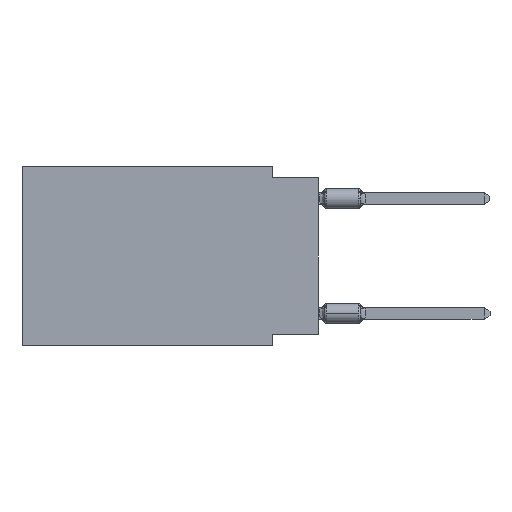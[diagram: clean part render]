
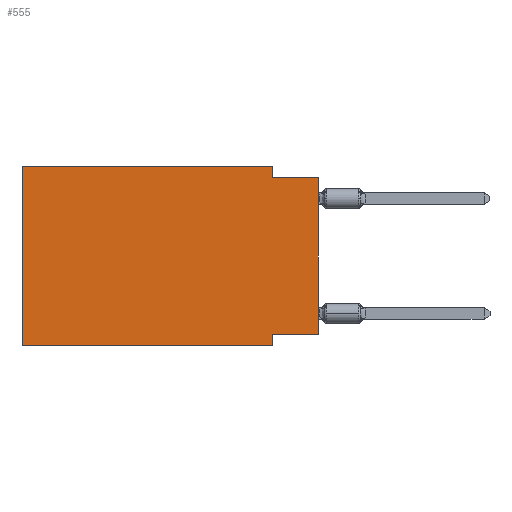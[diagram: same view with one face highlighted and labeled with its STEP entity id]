
A CAD part, left-side view. The second image highlights one B-rep face of the part: STEP entity #555.
In plain terms, the highlighted planar face has unit normal (-1, 0, 0).
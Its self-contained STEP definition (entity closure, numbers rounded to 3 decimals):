
#208 = EDGE_CURVE ( 'NONE', #3018, #10609, #18187, .T. ) ;
#224 = EDGE_LOOP ( 'NONE', ( #4964, #4036, #2023, #12741, #293, #7319, #16112, #9564 ) ) ;
#293 = ORIENTED_EDGE ( 'NONE', *, *, #208, .F. ) ;
#381 = VERTEX_POINT ( 'NONE', #8673 ) ;
#555 = ADVANCED_FACE ( 'NONE', ( #623 ), #4875, .F. ) ;
#623 = FACE_OUTER_BOUND ( 'NONE', #224, .T. ) ;
#1366 = CARTESIAN_POINT ( 'NONE',  ( 0., 2.54, -9.906 ) ) ;
#1656 = DIRECTION ( 'NONE',  ( 0., 0., 1. ) ) ;
#1714 = EDGE_CURVE ( 'NONE', #9515, #3961, #7010, .T. ) ;
#1767 = DIRECTION ( 'NONE',  ( 0., 0., -1. ) ) ;
#2023 = ORIENTED_EDGE ( 'NONE', *, *, #9895, .F. ) ;
#2130 = EDGE_CURVE ( 'NONE', #10353, #3961, #16193, .T. ) ;
#2778 = LINE ( 'NONE', #1366, #9222 ) ;
#3018 = VERTEX_POINT ( 'NONE', #11976 ) ;
#3129 = VECTOR ( 'NONE', #12318, 1000. ) ;
#3961 = VERTEX_POINT ( 'NONE', #8478 ) ;
#3996 = EDGE_CURVE ( 'NONE', #3018, #5035, #17611, .T. ) ;
#4036 = ORIENTED_EDGE ( 'NONE', *, *, #1714, .F. ) ;
#4126 = CARTESIAN_POINT ( 'NONE',  ( 0., 2.54, -9.906 ) ) ;
#4875 = PLANE ( 'NONE',  #8186 ) ;
#4964 = ORIENTED_EDGE ( 'NONE', *, *, #2130, .T. ) ;
#5035 = VERTEX_POINT ( 'NONE', #4126 ) ;
#5037 = CARTESIAN_POINT ( 'NONE',  ( 0., 0., -9.271 ) ) ;
#5123 = LINE ( 'NONE', #5037, #9358 ) ;
#5285 = VERTEX_POINT ( 'NONE', #11393 ) ;
#5346 = DIRECTION ( 'NONE',  ( 0., 0., 1. ) ) ;
#6029 = EDGE_CURVE ( 'NONE', #10353, #5285, #5123, .T. ) ;
#6516 = CARTESIAN_POINT ( 'NONE',  ( 0., 16.383, 0. ) ) ;
#6605 = LINE ( 'NONE', #6516, #3129 ) ;
#6723 = VECTOR ( 'NONE', #13069, 1000. ) ;
#7010 = LINE ( 'NONE', #11304, #9725 ) ;
#7319 = ORIENTED_EDGE ( 'NONE', *, *, #3996, .T. ) ;
#7338 = CARTESIAN_POINT ( 'NONE',  ( 0., 2.54, 0. ) ) ;
#7730 = CARTESIAN_POINT ( 'NONE',  ( 0., 16.383, -9.906 ) ) ;
#8186 = AXIS2_PLACEMENT_3D ( 'NONE', #10537, #10359, #1767 ) ;
#8478 = CARTESIAN_POINT ( 'NONE',  ( 0., 0., -0.635 ) ) ;
#8673 = CARTESIAN_POINT ( 'NONE',  ( 0., 2.54, 0. ) ) ;
#9128 = CARTESIAN_POINT ( 'NONE',  ( 0., 2.54, -0.635 ) ) ;
#9222 = VECTOR ( 'NONE', #9773, 1000. ) ;
#9358 = VECTOR ( 'NONE', #16461, 1000. ) ;
#9515 = VERTEX_POINT ( 'NONE', #9128 ) ;
#9564 = ORIENTED_EDGE ( 'NONE', *, *, #6029, .F. ) ;
#9725 = VECTOR ( 'NONE', #15831, 1000. ) ;
#9773 = DIRECTION ( 'NONE',  ( 0., 0., -1. ) ) ;
#9895 = EDGE_CURVE ( 'NONE', #381, #9515, #11846, .T. ) ;
#10353 = VERTEX_POINT ( 'NONE', #18018 ) ;
#10359 = DIRECTION ( 'NONE',  ( 1., 0., 0. ) ) ;
#10537 = CARTESIAN_POINT ( 'NONE',  ( 0., 16.383, 0. ) ) ;
#10609 = VERTEX_POINT ( 'NONE', #14333 ) ;
#11304 = CARTESIAN_POINT ( 'NONE',  ( 0., 0., -0.635 ) ) ;
#11393 = CARTESIAN_POINT ( 'NONE',  ( 0., 2.54, -9.271 ) ) ;
#11846 = LINE ( 'NONE', #7338, #6723 ) ;
#11976 = CARTESIAN_POINT ( 'NONE',  ( 0., 16.383, -9.906 ) ) ;
#12023 = EDGE_CURVE ( 'NONE', #10609, #381, #6605, .T. ) ;
#12318 = DIRECTION ( 'NONE',  ( 0., -1., 0. ) ) ;
#12350 = CARTESIAN_POINT ( 'NONE',  ( 0., 16.383, 0. ) ) ;
#12741 = ORIENTED_EDGE ( 'NONE', *, *, #12023, .F. ) ;
#13069 = DIRECTION ( 'NONE',  ( 0., 0., -1. ) ) ;
#14333 = CARTESIAN_POINT ( 'NONE',  ( 0., 16.383, 0. ) ) ;
#14547 = EDGE_CURVE ( 'NONE', #5285, #5035, #2778, .T. ) ;
#14820 = VECTOR ( 'NONE', #16203, 1000. ) ;
#14868 = CARTESIAN_POINT ( 'NONE',  ( 0., 0., 0. ) ) ;
#15831 = DIRECTION ( 'NONE',  ( 0., -1., 0. ) ) ;
#16112 = ORIENTED_EDGE ( 'NONE', *, *, #14547, .F. ) ;
#16193 = LINE ( 'NONE', #14868, #16367 ) ;
#16203 = DIRECTION ( 'NONE',  ( 0., -1., 0. ) ) ;
#16367 = VECTOR ( 'NONE', #1656, 1000. ) ;
#16461 = DIRECTION ( 'NONE',  ( 0., 1., 0. ) ) ;
#17611 = LINE ( 'NONE', #7730, #14820 ) ;
#18018 = CARTESIAN_POINT ( 'NONE',  ( 0., 0., -9.271 ) ) ;
#18093 = VECTOR ( 'NONE', #5346, 1000. ) ;
#18187 = LINE ( 'NONE', #12350, #18093 ) ;
